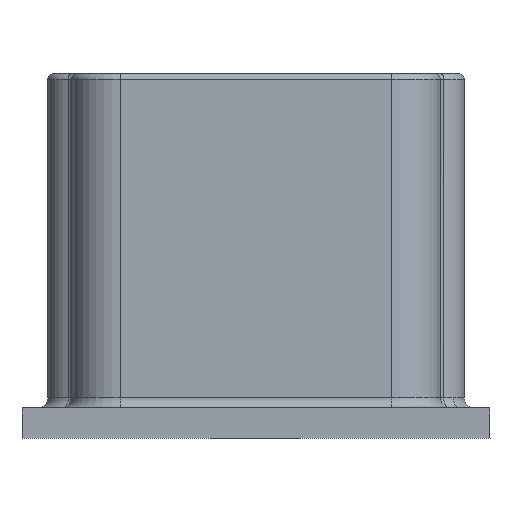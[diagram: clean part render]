
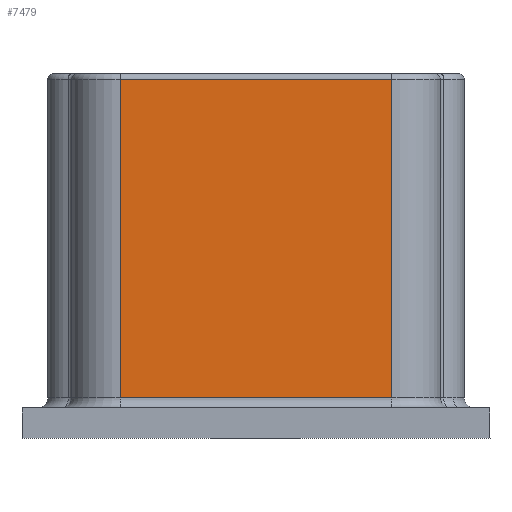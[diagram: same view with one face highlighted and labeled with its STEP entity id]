
A CAD part, front view. The second image highlights one B-rep face of the part: STEP entity #7479.
In plain terms, the highlighted planar face has unit normal (0, -1, 0).
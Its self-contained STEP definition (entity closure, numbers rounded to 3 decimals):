
#7459=AXIS2_PLACEMENT_3D('Plane Axis2P3D',#7456,#7457,#7458) ;
#5421=CARTESIAN_POINT('Vertex',(-6.7,-7.1,16.2)) ;
#7159=CARTESIAN_POINT('Vertex',(6.7,-7.1,16.2)) ;
#7185=CARTESIAN_POINT('Line Origine',(-5.137,-7.1,16.2)) ;
#7410=CARTESIAN_POINT('Line Origine',(-6.7,-7.1,8.25)) ;
#7414=CARTESIAN_POINT('Vertex',(-6.7,-7.1,0.5)) ;
#7456=CARTESIAN_POINT('Axis2P3D Location',(0.,-7.1,0.)) ;
#7461=CARTESIAN_POINT('Line Origine',(0.,-7.1,0.5)) ;
#7465=CARTESIAN_POINT('Vertex',(6.7,-7.1,0.5)) ;
#7468=CARTESIAN_POINT('Line Origine',(6.7,-7.1,8.35)) ;
#7186=DIRECTION('Vector Direction',(-1.,0.,0.)) ;
#7411=DIRECTION('Vector Direction',(0.,0.,1.)) ;
#7457=DIRECTION('Axis2P3D Direction',(0.,1.,-0.)) ;
#7458=DIRECTION('Axis2P3D XDirection',(-1.,0.,0.)) ;
#7462=DIRECTION('Vector Direction',(-1.,0.,0.)) ;
#7469=DIRECTION('Vector Direction',(0.,0.,-1.)) ;
#7187=VECTOR('Line Direction',#7186,1.) ;
#7412=VECTOR('Line Direction',#7411,1.) ;
#7463=VECTOR('Line Direction',#7462,1.) ;
#7470=VECTOR('Line Direction',#7469,1.) ;
#7474=ORIENTED_EDGE('',*,*,#7467,.T.) ;
#7475=ORIENTED_EDGE('',*,*,#7472,.T.) ;
#7476=ORIENTED_EDGE('',*,*,#7189,.T.) ;
#7477=ORIENTED_EDGE('',*,*,#7416,.F.) ;
#7479=ADVANCED_FACE('10wITF',(#7478),#7460,.F.) ;
#7189=EDGE_CURVE('',#7160,#5422,#7188,.T.) ;
#7416=EDGE_CURVE('',#7415,#5422,#7413,.T.) ;
#7467=EDGE_CURVE('',#7415,#7466,#7464,.F.) ;
#7472=EDGE_CURVE('',#7466,#7160,#7471,.F.) ;
#7473=EDGE_LOOP('',(#7474,#7475,#7476,#7477)) ;
#7478=FACE_OUTER_BOUND('',#7473,.T.) ;
#7188=LINE('Line',#7185,#7187) ;
#7413=LINE('Line',#7410,#7412) ;
#7464=LINE('Line',#7461,#7463) ;
#7471=LINE('Line',#7468,#7470) ;
#7460=PLANE('',#7459) ;
#5422=VERTEX_POINT('',#5421) ;
#7160=VERTEX_POINT('',#7159) ;
#7415=VERTEX_POINT('',#7414) ;
#7466=VERTEX_POINT('',#7465) ;
